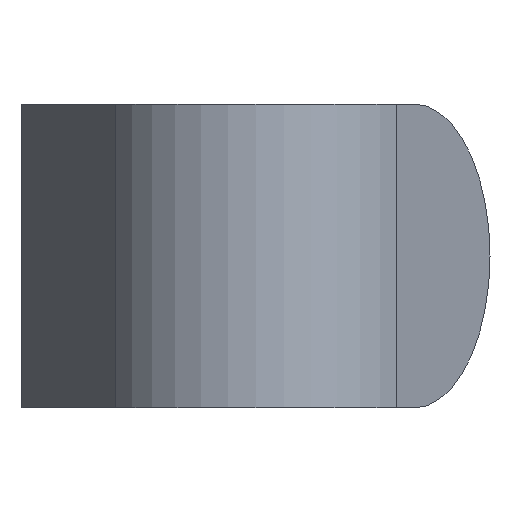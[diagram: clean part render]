
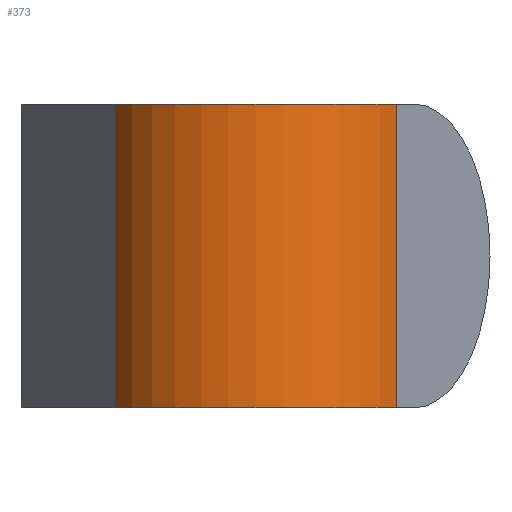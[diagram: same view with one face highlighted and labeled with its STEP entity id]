
A CAD part, front view. The second image highlights one B-rep face of the part: STEP entity #373.
In plain terms, the highlighted cylindrical face has radius 8 mm (diameter 16 mm), a partial arc.
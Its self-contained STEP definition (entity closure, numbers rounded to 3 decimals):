
#51=FACE_OUTER_BOUND('',#73,.T.);
#73=EDGE_LOOP('',(#322,#323,#324,#325));
#105=LINE('',#639,#137);
#107=LINE('',#644,#139);
#137=VECTOR('',#523,10.);
#139=VECTOR('',#529,10.);
#145=CIRCLE('',#399,8.);
#158=CIRCLE('',#425,8.);
#169=VERTEX_POINT('',#566);
#170=VERTEX_POINT('',#568);
#190=VERTEX_POINT('',#638);
#191=VERTEX_POINT('',#642);
#206=EDGE_CURVE('',#169,#170,#145,.T.);
#238=EDGE_CURVE('',#190,#170,#105,.T.);
#240=EDGE_CURVE('',#191,#190,#158,.T.);
#241=EDGE_CURVE('',#191,#169,#107,.T.);
#322=ORIENTED_EDGE('',*,*,#240,.T.);
#323=ORIENTED_EDGE('',*,*,#238,.T.);
#324=ORIENTED_EDGE('',*,*,#206,.F.);
#325=ORIENTED_EDGE('',*,*,#241,.F.);
#356=CYLINDRICAL_SURFACE('',#424,8.);
#373=ADVANCED_FACE('',(#51),#356,.T.);
#399=AXIS2_PLACEMENT_3D('',#569,#456,#457);
#424=AXIS2_PLACEMENT_3D('',#641,#525,#526);
#425=AXIS2_PLACEMENT_3D('',#643,#527,#528);
#456=DIRECTION('center_axis',(0.,0.,1.));
#457=DIRECTION('ref_axis',(-0.866,-0.5,0.));
#523=DIRECTION('',(0.,0.,1.));
#525=DIRECTION('center_axis',(0.,0.,1.));
#526=DIRECTION('ref_axis',(-0.866,-0.5,0.));
#527=DIRECTION('center_axis',(0.,0.,1.));
#528=DIRECTION('ref_axis',(-0.866,-0.5,0.));
#529=DIRECTION('',(0.,0.,1.));
#566=CARTESIAN_POINT('',(4.619,-8.,15.));
#568=CARTESIAN_POINT('',(18.475,-8.,15.));
#569=CARTESIAN_POINT('Origin',(11.547,-4.,15.));
#638=CARTESIAN_POINT('',(18.475,-8.,0.));
#639=CARTESIAN_POINT('',(18.475,-8.,0.));
#641=CARTESIAN_POINT('Origin',(11.547,-4.,0.));
#642=CARTESIAN_POINT('',(4.619,-8.,0.));
#643=CARTESIAN_POINT('Origin',(11.547,-4.,0.));
#644=CARTESIAN_POINT('',(4.619,-8.,0.));
